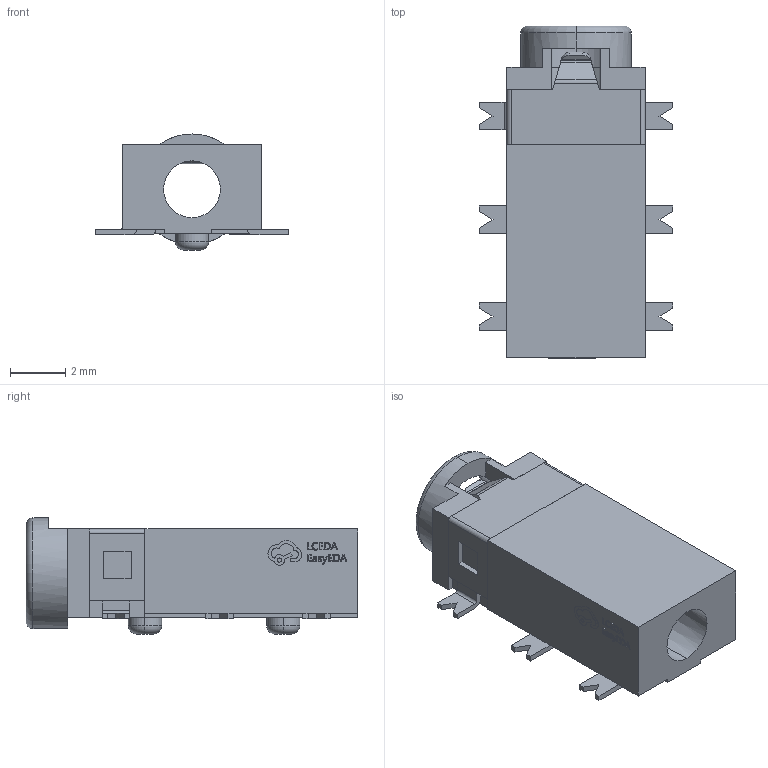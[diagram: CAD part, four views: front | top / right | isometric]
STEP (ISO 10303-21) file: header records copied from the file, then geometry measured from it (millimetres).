
FILE_DESCRIPTION (( 'STEP AP214' ), '1' );
FILE_NAME ('AUDIO-SMD_L10.5-W5.0-H3.2.step', '2022-06-16T10:20:27', ( '' ), ( '' ), 'SwSTEP 2.0', 'SolidWorks 2020', '' );
FILE_SCHEMA (( 'AUTOMOTIVE_DESIGN' ));
Length unit declared in the file: millimetre
Products named in the file (1): AUDIO-SMD_L10.5-W5.0-H3.2
Bounding box: 7 x 12 x 4.2 mm (x, y, z)
Volume: 131.6 mm3; surface area: 370 mm2
Topology: 3 solids, 3 shells, 369 faces, 1010 edges, 666 vertices
Faces by surface type: plane 236, bspline 98, cylinder 25, torus 8, cone 2
Entity records: 16227 total; most frequent: CARTESIAN_POINT 3430, ORIENTED_EDGE 2020, DIRECTION 1392, EDGE_CURVE 1010, LINE 728, VECTOR 728, VERTEX_POINT 666, EDGE_LOOP 396
